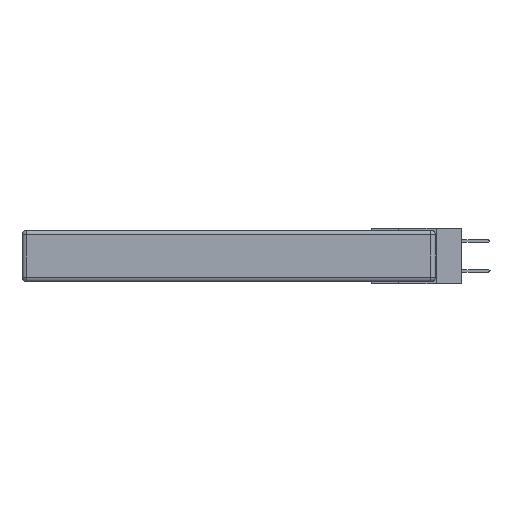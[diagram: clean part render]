
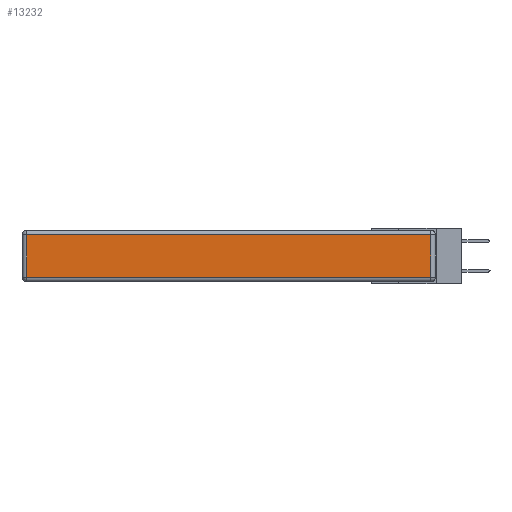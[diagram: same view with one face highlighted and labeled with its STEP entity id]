
A CAD part, left-side view. The second image highlights one B-rep face of the part: STEP entity #13232.
In plain terms, the highlighted planar face has unit normal (-1, 0, 0).
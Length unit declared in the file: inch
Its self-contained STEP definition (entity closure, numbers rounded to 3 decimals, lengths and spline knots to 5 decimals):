
#42 = CARTESIAN_POINT ( 'NONE',  ( 0., 0.03, -0.343 ) ) ;
#934 = EDGE_CURVE ( 'NONE', #8139, #16556, #10256, .T. ) ;
#1081 = CARTESIAN_POINT ( 'NONE',  ( 0., 2.72, -0.03 ) ) ;
#1487 = CARTESIAN_POINT ( 'NONE',  ( 0., 2.72, -0.343 ) ) ;
#1939 = CARTESIAN_POINT ( 'NONE',  ( 0., 0., -0.313 ) ) ;
#2492 = DIRECTION ( 'NONE',  ( -1., 0., 0. ) ) ;
#3426 = DIRECTION ( 'NONE',  ( 0., 0., -1. ) ) ;
#3811 = LINE ( 'NONE', #1487, #10326 ) ;
#4624 = PLANE ( 'NONE',  #8270 ) ;
#6161 = VERTEX_POINT ( 'NONE', #26612 ) ;
#6750 = DIRECTION ( 'NONE',  ( 0., 1., 0. ) ) ;
#6769 = ORIENTED_EDGE ( 'NONE', *, *, #14522, .T. ) ;
#6831 = EDGE_CURVE ( 'NONE', #6161, #8139, #28304, .T. ) ;
#6854 = VECTOR ( 'NONE', #6750, 39.37008 ) ;
#7218 = EDGE_LOOP ( 'NONE', ( #13542, #26061, #22174, #6769 ) ) ;
#8139 = VERTEX_POINT ( 'NONE', #14626 ) ;
#8270 = AXIS2_PLACEMENT_3D ( 'NONE', #19895, #2492, #22397 ) ;
#9149 = CARTESIAN_POINT ( 'NONE',  ( 0., 2.75, -0.03 ) ) ;
#10256 = LINE ( 'NONE', #9149, #6854 ) ;
#10326 = VECTOR ( 'NONE', #3426, 39.37008 ) ;
#11824 = VERTEX_POINT ( 'NONE', #22420 ) ;
#13232 = ADVANCED_FACE ( 'NONE', ( #20085 ), #4624, .T. ) ;
#13542 = ORIENTED_EDGE ( 'NONE', *, *, #22288, .T. ) ;
#14522 = EDGE_CURVE ( 'NONE', #16556, #11824, #3811, .T. ) ;
#14626 = CARTESIAN_POINT ( 'NONE',  ( 0., 0.03, -0.03 ) ) ;
#16556 = VERTEX_POINT ( 'NONE', #1081 ) ;
#17924 = VECTOR ( 'NONE', #21668, 39.37008 ) ;
#19895 = CARTESIAN_POINT ( 'NONE',  ( 0., 0., -0.343 ) ) ;
#20085 = FACE_OUTER_BOUND ( 'NONE', #7218, .T. ) ;
#21668 = DIRECTION ( 'NONE',  ( 0., -1., 0. ) ) ;
#21706 = LINE ( 'NONE', #1939, #17924 ) ;
#22174 = ORIENTED_EDGE ( 'NONE', *, *, #934, .T. ) ;
#22288 = EDGE_CURVE ( 'NONE', #11824, #6161, #21706, .T. ) ;
#22397 = DIRECTION ( 'NONE',  ( 0., 0., 1. ) ) ;
#22420 = CARTESIAN_POINT ( 'NONE',  ( 0., 2.72, -0.313 ) ) ;
#26061 = ORIENTED_EDGE ( 'NONE', *, *, #6831, .T. ) ;
#26244 = VECTOR ( 'NONE', #28496, 39.37008 ) ;
#26612 = CARTESIAN_POINT ( 'NONE',  ( 0., 0.03, -0.313 ) ) ;
#28304 = LINE ( 'NONE', #42, #26244 ) ;
#28496 = DIRECTION ( 'NONE',  ( 0., 0., 1. ) ) ;
